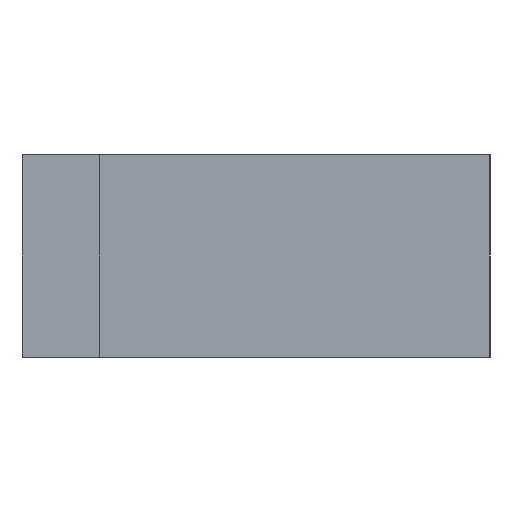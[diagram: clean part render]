
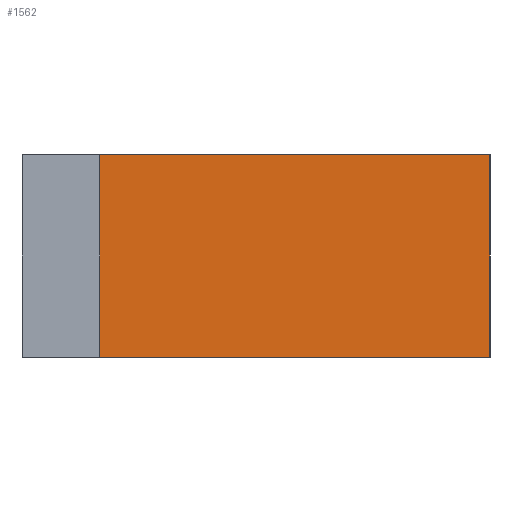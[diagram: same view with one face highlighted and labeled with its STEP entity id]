
A CAD part, left-side view. The second image highlights one B-rep face of the part: STEP entity #1562.
In plain terms, the highlighted planar face has unit normal (-1, 0, 0).
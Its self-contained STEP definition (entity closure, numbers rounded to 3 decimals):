
#157 = EDGE_CURVE ( 'NONE', #1018, #1156, #1825, .T. ) ;
#384 = AXIS2_PLACEMENT_3D ( 'NONE', #1849, #861, #395 ) ;
#395 = DIRECTION ( 'NONE',  ( 0., 0., -1. ) ) ;
#454 = VECTOR ( 'NONE', #2524, 1000. ) ;
#644 = LINE ( 'NONE', #657, #798 ) ;
#648 = VERTEX_POINT ( 'NONE', #2547 ) ;
#654 = CARTESIAN_POINT ( 'NONE',  ( -44., 0., 13. ) ) ;
#657 = CARTESIAN_POINT ( 'NONE',  ( -44., 50., 13. ) ) ;
#741 = CARTESIAN_POINT ( 'NONE',  ( -44., 0., 13. ) ) ;
#798 = VECTOR ( 'NONE', #1461, 1000. ) ;
#828 = ORIENTED_EDGE ( 'NONE', *, *, #2432, .T. ) ;
#861 = DIRECTION ( 'NONE',  ( 1., 0., 0. ) ) ;
#1018 = VERTEX_POINT ( 'NONE', #2540 ) ;
#1037 = PLANE ( 'NONE',  #384 ) ;
#1057 = CARTESIAN_POINT ( 'NONE',  ( -44., 50., -13. ) ) ;
#1156 = VERTEX_POINT ( 'NONE', #1954 ) ;
#1253 = FACE_OUTER_BOUND ( 'NONE', #1788, .T. ) ;
#1302 = ORIENTED_EDGE ( 'NONE', *, *, #1820, .F. ) ;
#1394 = LINE ( 'NONE', #741, #2228 ) ;
#1438 = ORIENTED_EDGE ( 'NONE', *, *, #2211, .T. ) ;
#1461 = DIRECTION ( 'NONE',  ( 0., 0., -1. ) ) ;
#1478 = VECTOR ( 'NONE', #2028, 1000. ) ;
#1562 = ADVANCED_FACE ( 'NONE', ( #1253 ), #1037, .F. ) ;
#1568 = DIRECTION ( 'NONE',  ( 0., -1., 0. ) ) ;
#1788 = EDGE_LOOP ( 'NONE', ( #828, #2521, #1302, #1438 ) ) ;
#1820 = EDGE_CURVE ( 'NONE', #648, #1018, #1394, .T. ) ;
#1825 = LINE ( 'NONE', #654, #454 ) ;
#1849 = CARTESIAN_POINT ( 'NONE',  ( -44., 0., 13. ) ) ;
#1954 = CARTESIAN_POINT ( 'NONE',  ( -44., 0., -13. ) ) ;
#2028 = DIRECTION ( 'NONE',  ( 0., -1., 0. ) ) ;
#2211 = EDGE_CURVE ( 'NONE', #648, #2542, #644, .T. ) ;
#2228 = VECTOR ( 'NONE', #1568, 1000. ) ;
#2244 = LINE ( 'NONE', #2623, #1478 ) ;
#2432 = EDGE_CURVE ( 'NONE', #2542, #1156, #2244, .T. ) ;
#2521 = ORIENTED_EDGE ( 'NONE', *, *, #157, .F. ) ;
#2524 = DIRECTION ( 'NONE',  ( 0., 0., -1. ) ) ;
#2540 = CARTESIAN_POINT ( 'NONE',  ( -44., 0., 13. ) ) ;
#2542 = VERTEX_POINT ( 'NONE', #1057 ) ;
#2547 = CARTESIAN_POINT ( 'NONE',  ( -44., 50., 13. ) ) ;
#2623 = CARTESIAN_POINT ( 'NONE',  ( -44., 0., -13. ) ) ;
